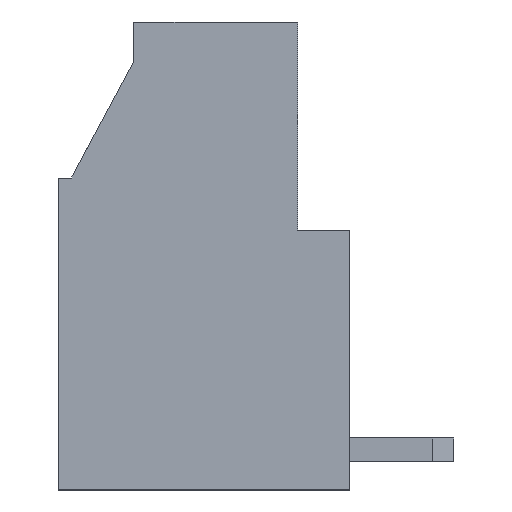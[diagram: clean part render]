
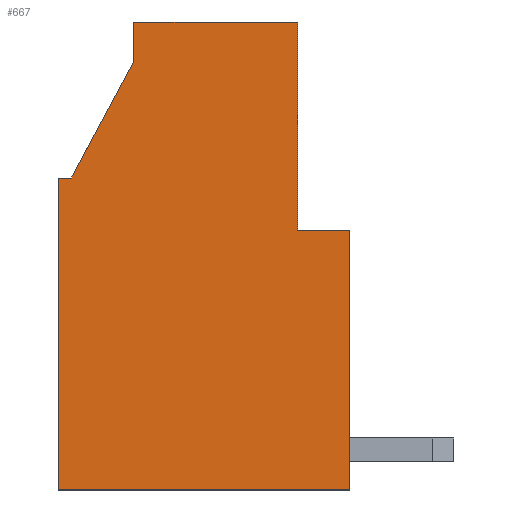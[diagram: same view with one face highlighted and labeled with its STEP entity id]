
A CAD part, front view. The second image highlights one B-rep face of the part: STEP entity #667.
In plain terms, the highlighted planar face has unit normal (0, -1, 0).
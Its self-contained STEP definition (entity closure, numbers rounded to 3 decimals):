
#667 = ADVANCED_FACE( '', ( #1322 ), #1323, .T. );
#1322 = FACE_OUTER_BOUND( '', #1974, .T. );
#1323 = PLANE( '', #1975 );
#1974 = EDGE_LOOP( '', ( #3788, #3789, #3790, #3791, #3792, #3793, #3794, #3795, #3796 ) );
#1975 = AXIS2_PLACEMENT_3D( '', #3797, #3798, #3799 );
#3788 = ORIENTED_EDGE( '', *, *, #4668, .F. );
#3789 = ORIENTED_EDGE( '', *, *, #4585, .F. );
#3790 = ORIENTED_EDGE( '', *, *, #4787, .F. );
#3791 = ORIENTED_EDGE( '', *, *, #4449, .F. );
#3792 = ORIENTED_EDGE( '', *, *, #4605, .F. );
#3793 = ORIENTED_EDGE( '', *, *, #4743, .F. );
#3794 = ORIENTED_EDGE( '', *, *, #4760, .T. );
#3795 = ORIENTED_EDGE( '', *, *, #4332, .T. );
#3796 = ORIENTED_EDGE( '', *, *, #4428, .T. );
#3797 = CARTESIAN_POINT( '', ( 11.37, 8.5, 20.06 ) );
#3798 = DIRECTION( '', ( 0., -1., 0. ) );
#3799 = DIRECTION( '', ( 1., 0., 0. ) );
#4332 = EDGE_CURVE( '', #5339, #5337, #5340, .T. );
#4428 = EDGE_CURVE( '', #5337, #5480, #5482, .T. );
#4449 = EDGE_CURVE( '', #5514, #5516, #5517, .T. );
#4585 = EDGE_CURVE( '', #5706, #5702, #5708, .T. );
#4605 = EDGE_CURVE( '', #5730, #5514, #5732, .T. );
#4668 = EDGE_CURVE( '', #5702, #5480, #5808, .T. );
#4743 = EDGE_CURVE( '', #5899, #5730, #5901, .T. );
#4760 = EDGE_CURVE( '', #5899, #5339, #5918, .T. );
#4787 = EDGE_CURVE( '', #5516, #5706, #5947, .T. );
#5337 = VERTEX_POINT( '', #6748 );
#5339 = VERTEX_POINT( '', #6751 );
#5340 = LINE( '', #6752, #6753 );
#5480 = VERTEX_POINT( '', #6961 );
#5482 = LINE( '', #6964, #6965 );
#5514 = VERTEX_POINT( '', #7009 );
#5516 = VERTEX_POINT( '', #7012 );
#5517 = LINE( '', #7013, #7014 );
#5702 = VERTEX_POINT( '', #7286 );
#5706 = VERTEX_POINT( '', #7292 );
#5708 = LINE( '', #7295, #7296 );
#5730 = VERTEX_POINT( '', #7328 );
#5732 = LINE( '', #7331, #7332 );
#5808 = LINE( '', #7448, #7449 );
#5899 = VERTEX_POINT( '', #7579 );
#5901 = LINE( '', #7582, #7583 );
#5918 = LINE( '', #7607, #7608 );
#5947 = LINE( '', #7647, #7648 );
#6748 = CARTESIAN_POINT( '', ( -4.85, 8.5, 13. ) );
#6751 = CARTESIAN_POINT( '', ( -2.45, 8.5, 17.5 ) );
#6752 = CARTESIAN_POINT( '', ( -10.503, 8.5, 2.4 ) );
#6753 = VECTOR( '', #7942, 1000. );
#6961 = CARTESIAN_POINT( '', ( -5.35, 8.5, 13. ) );
#6964 = CARTESIAN_POINT( '', ( 6.85, 8.5, 13. ) );
#6965 = VECTOR( '', #8021, 1000. );
#7009 = CARTESIAN_POINT( '', ( 3.85, 8.5, 11. ) );
#7012 = CARTESIAN_POINT( '', ( 5.85, 8.5, 11. ) );
#7013 = CARTESIAN_POINT( '', ( 6.85, 8.5, 11. ) );
#7014 = VECTOR( '', #8041, 1000. );
#7286 = CARTESIAN_POINT( '', ( -5.35, 8.5, 1. ) );
#7292 = CARTESIAN_POINT( '', ( 5.85, 8.5, 1. ) );
#7295 = CARTESIAN_POINT( '', ( 6.85, 8.5, 1. ) );
#7296 = VECTOR( '', #8156, 1000. );
#7328 = CARTESIAN_POINT( '', ( 3.85, 8.5, 19. ) );
#7331 = CARTESIAN_POINT( '', ( 3.85, 8.5, 2.4 ) );
#7332 = VECTOR( '', #8168, 1000. );
#7448 = CARTESIAN_POINT( '', ( -5.35, 8.5, 2.4 ) );
#7449 = VECTOR( '', #8218, 1000. );
#7579 = CARTESIAN_POINT( '', ( -2.45, 8.5, 19. ) );
#7582 = CARTESIAN_POINT( '', ( 6.85, 8.5, 19. ) );
#7583 = VECTOR( '', #8271, 1000. );
#7607 = CARTESIAN_POINT( '', ( -2.45, 8.5, 2.4 ) );
#7608 = VECTOR( '', #8282, 1000. );
#7647 = CARTESIAN_POINT( '', ( 5.85, 8.5, 2.4 ) );
#7648 = VECTOR( '', #8302, 1000. );
#7942 = DIRECTION( '', ( -0.471, 0., -0.882 ) );
#8021 = DIRECTION( '', ( -1., 0., 0. ) );
#8041 = DIRECTION( '', ( 1., 0., 0. ) );
#8156 = DIRECTION( '', ( -1., 0., 0. ) );
#8168 = DIRECTION( '', ( 0., 0., -1. ) );
#8218 = DIRECTION( '', ( 0., 0., 1. ) );
#8271 = DIRECTION( '', ( 1., 0., 0. ) );
#8282 = DIRECTION( '', ( 0., 0., -1. ) );
#8302 = DIRECTION( '', ( 0., 0., -1. ) );
